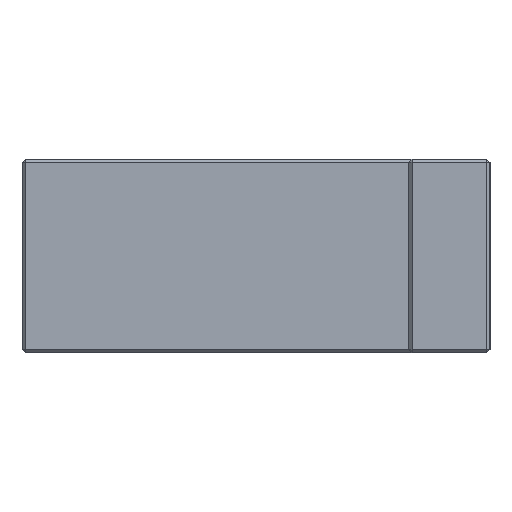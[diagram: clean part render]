
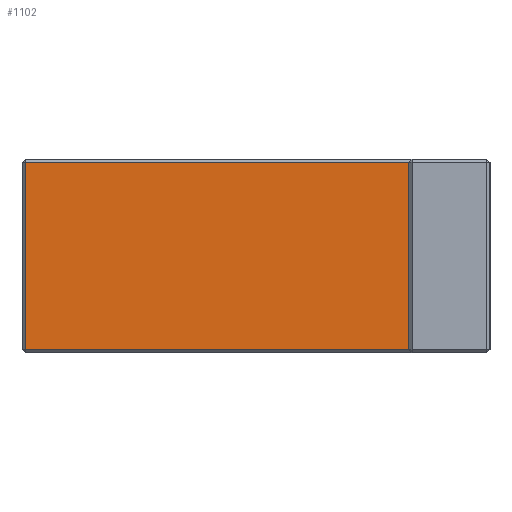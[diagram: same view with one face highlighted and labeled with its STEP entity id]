
A CAD part, left-side view. The second image highlights one B-rep face of the part: STEP entity #1102.
In plain terms, the highlighted planar face has unit normal (-1, 0, 0).
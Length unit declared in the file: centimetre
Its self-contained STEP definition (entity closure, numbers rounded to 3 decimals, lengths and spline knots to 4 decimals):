
#109=VECTOR('',#1252,1.);
#169=VECTOR('',#1348,1.);
#212=VECTOR('',#1421,1.);
#214=VECTOR('',#1424,1.);
#223=LINE('',#1488,#109);
#283=LINE('',#1624,#169);
#326=LINE('',#1706,#212);
#328=LINE('',#1709,#214);
#361=VERTEX_POINT('',#1486);
#363=VERTEX_POINT('',#1489);
#404=VERTEX_POINT('',#1582);
#408=VERTEX_POINT('',#1593);
#462=EDGE_CURVE('',#363,#361,#223,.T.);
#528=EDGE_CURVE('',#363,#408,#283,.T.);
#571=EDGE_CURVE('',#404,#361,#326,.T.);
#573=EDGE_CURVE('',#408,#404,#328,.T.);
#813=ORIENTED_EDGE('',*,*,#571,.F.);
#814=ORIENTED_EDGE('',*,*,#573,.F.);
#815=ORIENTED_EDGE('',*,*,#528,.F.);
#816=ORIENTED_EDGE('',*,*,#462,.T.);
#933=EDGE_LOOP('',(#813,#814,#815,#816));
#1029=FACE_BOUND('',#933,.T.);
#1102=ADVANCED_FACE('',(#1029),#1774,.T.);
#1193=AXIS2_PLACEMENT_3D('',#1712,#1427,$);
#1252=DIRECTION('',(0.,0.,1.));
#1348=DIRECTION('',(0.,1.,0.));
#1421=DIRECTION('',(0.,-1.,0.));
#1424=DIRECTION('',(0.,0.,1.));
#1427=DIRECTION('',(-1.,0.,0.));
#1486=CARTESIAN_POINT('',(-0.9525,-0.6223,0.7747));
#1488=CARTESIAN_POINT('',(-0.9525,-0.6223,0.));
#1489=CARTESIAN_POINT('',(-0.9525,-0.6223,0.0127));
#1582=CARTESIAN_POINT('',(-0.9525,0.9398,0.7747));
#1593=CARTESIAN_POINT('',(-0.9525,0.9398,0.0127));
#1624=CARTESIAN_POINT('',(-0.9525,-0.0164,0.0127));
#1706=CARTESIAN_POINT('',(-0.9525,-0.0164,0.7747));
#1709=CARTESIAN_POINT('',(-0.9525,0.9398,0.));
#1712=CARTESIAN_POINT('',(-0.9525,0.1651,0.));
#1774=PLANE('',#1193);
